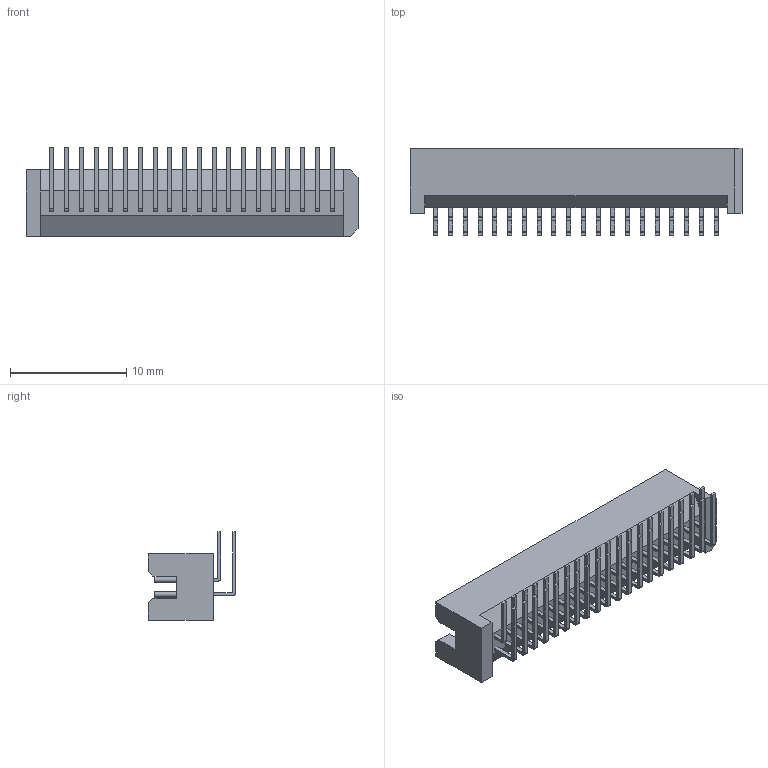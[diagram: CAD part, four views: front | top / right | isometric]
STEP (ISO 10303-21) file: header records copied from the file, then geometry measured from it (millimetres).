
FILE_DESCRIPTION(/* description */ ('STEP AP214'),/* implementation_level */ '2;1');
FILE_NAME(/* name */ 'TFM-120-01-L-D-RA',/* time_stamp */ '2022-07-06T12:44:58+02:00',/* author */ ('License CC BY-ND 4.0'),/* organization */ ('CADENAS'),/* preprocessor_version */ 'ST-DEVELOPER v18.102',/* originating_system */ 'PARTsolutions',/* authorisation */ ' ');
FILE_SCHEMA (('AUTOMOTIVE_DESIGN {1 0 10303 214 3 1 1}'));
Length unit declared in the file: inch
Products named in the file (3): TFM-120-01-L-D-RA; TFM-120-01-L-D-RA_pins; TFM-120-01-L-D-RA_terminal
Assembly tree (2 placements, depth 2):
  TFM-120-01-L-D-RA
    TFM-120-01-L-D-RA_pins
    TFM-120-01-L-D-RA_terminal
Bounding box: 28.57 x 7.49 x 7.62 mm (x, y, z)
Volume: 453.2 mm3; surface area: 1555.7 mm2
Topology: 2 solids, 2 shells, 484 faces, 1233 edges, 833 vertices
Faces by surface type: plane 364, cylinder 120
Full cylindrical faces by diameter (mm): 0.457 x40
Entity records: 14099 total; most frequent: CARTESIAN_POINT 2433, DIRECTION 2367, ORIENTED_EDGE 2306, EDGE_CURVE 1153, LINE 913, VECTOR 913, VERTEX_POINT 793, AXIS2_PLACEMENT_3D 727
